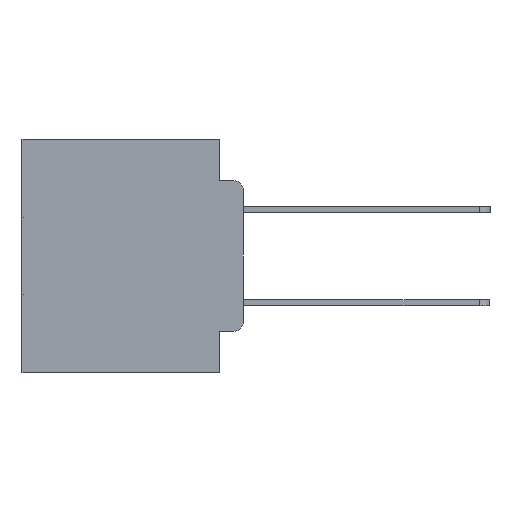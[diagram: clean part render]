
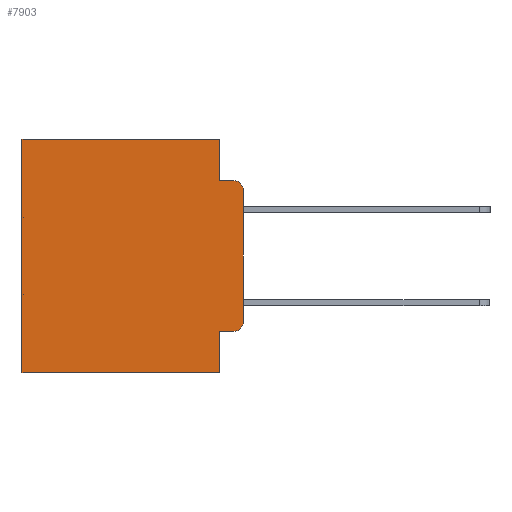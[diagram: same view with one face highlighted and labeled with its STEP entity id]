
A CAD part, left-side view. The second image highlights one B-rep face of the part: STEP entity #7903.
In plain terms, the highlighted planar face has unit normal (-1, 0, 0).
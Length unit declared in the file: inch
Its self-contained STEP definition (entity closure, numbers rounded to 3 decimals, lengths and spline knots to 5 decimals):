
#455 = AXIS2_PLACEMENT_3D ( 'NONE', #23379, #16605, #16595 ) ;
#697 = CARTESIAN_POINT ( 'NONE',  ( 0.298, 0.051, -0.0885 ) ) ;
#705 = DIRECTION ( 'NONE',  ( -1., 0., 0. ) ) ;
#959 = VERTEX_POINT ( 'NONE', #2370 ) ;
#1386 = ORIENTED_EDGE ( 'NONE', *, *, #15543, .F. ) ;
#1710 = DIRECTION ( 'NONE',  ( 0., 0., -1. ) ) ;
#1778 = DIRECTION ( 'NONE',  ( 0., 0., -1. ) ) ;
#1860 = CARTESIAN_POINT ( 'NONE',  ( 0.298, 0., -0.3915 ) ) ;
#1881 = CARTESIAN_POINT ( 'NONE',  ( 0.298, 0., 0. ) ) ;
#1969 = AXIS2_PLACEMENT_3D ( 'NONE', #11638, #9231, #22705 ) ;
#2221 = VECTOR ( 'NONE', #1778, 39.37008 ) ;
#2370 = CARTESIAN_POINT ( 'NONE',  ( 0.298, 0.473, -0.5 ) ) ;
#2694 = EDGE_CURVE ( 'NONE', #30450, #7136, #7052, .T. ) ;
#3397 = LINE ( 'NONE', #28699, #22891 ) ;
#5358 = ORIENTED_EDGE ( 'NONE', *, *, #28838, .T. ) ;
#5670 = VERTEX_POINT ( 'NONE', #26171 ) ;
#6405 = VECTOR ( 'NONE', #17469, 39.37008 ) ;
#6548 = ORIENTED_EDGE ( 'NONE', *, *, #23025, .F. ) ;
#7052 = LINE ( 'NONE', #7477, #25789 ) ;
#7136 = VERTEX_POINT ( 'NONE', #20407 ) ;
#7477 = CARTESIAN_POINT ( 'NONE',  ( 0.298, 0., 0. ) ) ;
#7617 = EDGE_CURVE ( 'NONE', #21714, #19449, #15124, .T. ) ;
#7903 = ADVANCED_FACE ( 'NONE', ( #20686 ), #9269, .F. ) ;
#8370 = DIRECTION ( 'NONE',  ( 0., -1., 0. ) ) ;
#9117 = CIRCLE ( 'NONE', #23372, 0.02 ) ;
#9231 = DIRECTION ( 'NONE',  ( 1., 0., 0. ) ) ;
#9269 = PLANE ( 'NONE',  #1969 ) ;
#9779 = EDGE_CURVE ( 'NONE', #7136, #959, #14592, .T. ) ;
#9821 = VERTEX_POINT ( 'NONE', #11460 ) ;
#9967 = EDGE_CURVE ( 'NONE', #21714, #13846, #23374, .T. ) ;
#10106 = ORIENTED_EDGE ( 'NONE', *, *, #13281, .F. ) ;
#10283 = CARTESIAN_POINT ( 'NONE',  ( 0.298, 0.051, -0.0885 ) ) ;
#11112 = DIRECTION ( 'NONE',  ( 0., -1., 0. ) ) ;
#11145 = EDGE_CURVE ( 'NONE', #5670, #26156, #26448, .T. ) ;
#11235 = LINE ( 'NONE', #19523, #30665 ) ;
#11460 = CARTESIAN_POINT ( 'NONE',  ( 0.298, 0.02, -0.4115 ) ) ;
#11576 = LINE ( 'NONE', #32556, #6405 ) ;
#11638 = CARTESIAN_POINT ( 'NONE',  ( 0.298, 0., 0. ) ) ;
#11672 = ORIENTED_EDGE ( 'NONE', *, *, #9967, .F. ) ;
#11702 = DIRECTION ( 'NONE',  ( 0., 0., -1. ) ) ;
#11720 = ORIENTED_EDGE ( 'NONE', *, *, #2694, .T. ) ;
#11758 = EDGE_CURVE ( 'NONE', #5670, #9821, #3397, .T. ) ;
#12091 = EDGE_LOOP ( 'NONE', ( #11672, #29370, #1386, #6548, #11720, #24484, #10106, #27648, #18081, #5358 ) ) ;
#12519 = CARTESIAN_POINT ( 'NONE',  ( 0.298, 0.051, -0.5 ) ) ;
#13281 = EDGE_CURVE ( 'NONE', #26156, #959, #11576, .T. ) ;
#13686 = VECTOR ( 'NONE', #11702, 39.37008 ) ;
#13799 = VECTOR ( 'NONE', #8370, 39.37008 ) ;
#13846 = VERTEX_POINT ( 'NONE', #1860 ) ;
#13894 = CARTESIAN_POINT ( 'NONE',  ( 0.298, 0.473, 0. ) ) ;
#14592 = LINE ( 'NONE', #13894, #15378 ) ;
#15124 = CIRCLE ( 'NONE', #455, 0.02 ) ;
#15378 = VECTOR ( 'NONE', #16499, 39.37008 ) ;
#15543 = EDGE_CURVE ( 'NONE', #18361, #19449, #27362, .T. ) ;
#15966 = CARTESIAN_POINT ( 'NONE',  ( 0.298, 0.02, -0.3915 ) ) ;
#16499 = DIRECTION ( 'NONE',  ( 0., 0., -1. ) ) ;
#16595 = DIRECTION ( 'NONE',  ( 0., 0., -1. ) ) ;
#16605 = DIRECTION ( 'NONE',  ( -1., 0., 0. ) ) ;
#16641 = CARTESIAN_POINT ( 'NONE',  ( 0.298, 0.051, 0. ) ) ;
#17047 = CARTESIAN_POINT ( 'NONE',  ( 0.298, 0., -0.1085 ) ) ;
#17469 = DIRECTION ( 'NONE',  ( 0., 1., 0. ) ) ;
#18081 = ORIENTED_EDGE ( 'NONE', *, *, #11758, .T. ) ;
#18361 = VERTEX_POINT ( 'NONE', #10283 ) ;
#18530 = DIRECTION ( 'NONE',  ( 0., 0., -1. ) ) ;
#19449 = VERTEX_POINT ( 'NONE', #22301 ) ;
#19523 = CARTESIAN_POINT ( 'NONE',  ( 0.298, 0.051, 0. ) ) ;
#20407 = CARTESIAN_POINT ( 'NONE',  ( 0.298, 0.473, 0. ) ) ;
#20686 = FACE_OUTER_BOUND ( 'NONE', #12091, .T. ) ;
#21714 = VERTEX_POINT ( 'NONE', #17047 ) ;
#22301 = CARTESIAN_POINT ( 'NONE',  ( 0.298, 0.02, -0.0885 ) ) ;
#22705 = DIRECTION ( 'NONE',  ( 0., 0., -1. ) ) ;
#22891 = VECTOR ( 'NONE', #11112, 39.37008 ) ;
#23025 = EDGE_CURVE ( 'NONE', #30450, #18361, #11235, .T. ) ;
#23372 = AXIS2_PLACEMENT_3D ( 'NONE', #15966, #705, #18530 ) ;
#23374 = LINE ( 'NONE', #1881, #2221 ) ;
#23379 = CARTESIAN_POINT ( 'NONE',  ( 0.298, 0.02, -0.1085 ) ) ;
#24484 = ORIENTED_EDGE ( 'NONE', *, *, #9779, .T. ) ;
#25789 = VECTOR ( 'NONE', #27942, 39.37008 ) ;
#26156 = VERTEX_POINT ( 'NONE', #12519 ) ;
#26171 = CARTESIAN_POINT ( 'NONE',  ( 0.298, 0.051, -0.4115 ) ) ;
#26448 = LINE ( 'NONE', #26980, #13686 ) ;
#26980 = CARTESIAN_POINT ( 'NONE',  ( 0.298, 0.051, 0. ) ) ;
#27362 = LINE ( 'NONE', #697, #13799 ) ;
#27648 = ORIENTED_EDGE ( 'NONE', *, *, #11145, .F. ) ;
#27942 = DIRECTION ( 'NONE',  ( 0., 1., 0. ) ) ;
#28699 = CARTESIAN_POINT ( 'NONE',  ( 0.298, 0.051, -0.4115 ) ) ;
#28838 = EDGE_CURVE ( 'NONE', #9821, #13846, #9117, .T. ) ;
#29370 = ORIENTED_EDGE ( 'NONE', *, *, #7617, .T. ) ;
#30450 = VERTEX_POINT ( 'NONE', #16641 ) ;
#30665 = VECTOR ( 'NONE', #1710, 39.37008 ) ;
#32556 = CARTESIAN_POINT ( 'NONE',  ( 0.298, 0., -0.5 ) ) ;
